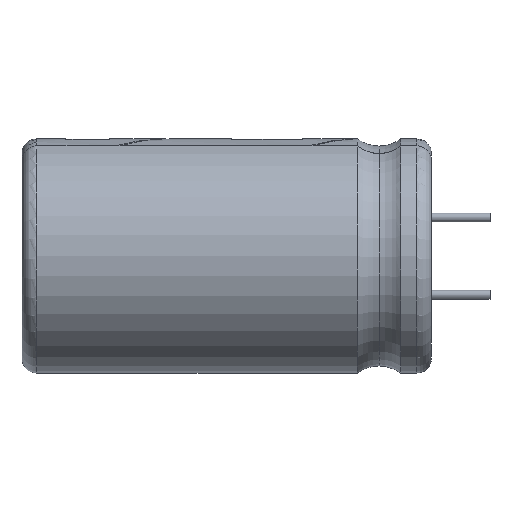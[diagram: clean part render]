
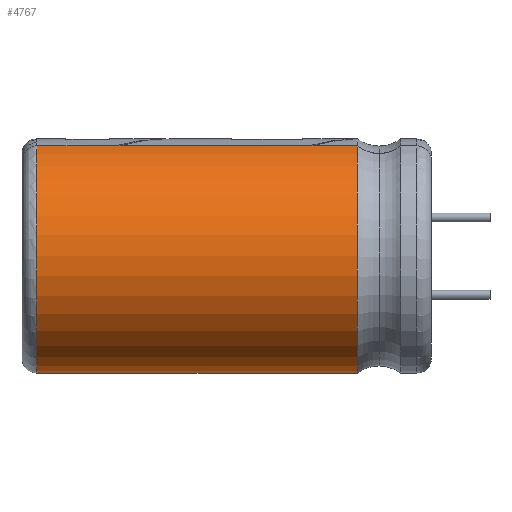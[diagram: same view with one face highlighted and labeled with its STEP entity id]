
A CAD part, left-side view. The second image highlights one B-rep face of the part: STEP entity #4767.
In plain terms, the highlighted cylindrical face has radius 8 mm (diameter 16 mm), a partial arc.
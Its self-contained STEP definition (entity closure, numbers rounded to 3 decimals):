
#377 = CARTESIAN_POINT ( 'NONE',  ( 0., 33.081, -8. ) ) ;
#760 = CARTESIAN_POINT ( 'NONE',  ( -1.849, 2.328, 7.836 ) ) ;
#770 = CARTESIAN_POINT ( 'NONE',  ( 0., 22., -8. ) ) ;
#869 = EDGE_CURVE ( 'NONE', #20253, #24130, #8319, .T. ) ;
#1354 = CARTESIAN_POINT ( 'NONE',  ( 0., 33.081, 8. ) ) ;
#1629 = LINE ( 'NONE', #1354, #16361 ) ;
#1630 =( BOUNDED_CURVE ( )  B_SPLINE_CURVE ( 3, ( #17199, #21493, #760, #13064 ),
 .UNSPECIFIED., .F., .T. ) 
 B_SPLINE_CURVE_WITH_KNOTS ( ( 4, 4 ),
 ( 4.719, 5.057 ),
 .UNSPECIFIED. ) 
 CURVE ( )  GEOMETRIC_REPRESENTATION_ITEM ( )  RATIONAL_B_SPLINE_CURVE ( ( 1., 0.991, 0.991, 1. ) ) 
 REPRESENTATION_ITEM ( '' )  );
#1970 = AXIS2_PLACEMENT_3D ( 'NONE', #23440, #13267, #25598 ) ;
#2104 = EDGE_CURVE ( 'NONE', #18908, #24130, #23993, .T. ) ;
#2321 = CARTESIAN_POINT ( 'NONE',  ( -2.7, 3.4, 7.531 ) ) ;
#2773 = EDGE_CURVE ( 'NONE', #12264, #18003, #25785, .T. ) ;
#3144 = DIRECTION ( 'NONE',  ( 0., 0., 1. ) ) ;
#3621 = CARTESIAN_POINT ( 'NONE',  ( -0.923, 14.04, 8. ) ) ;
#3653 = EDGE_CURVE ( 'NONE', #16249, #3866, #1630, .T. ) ;
#3835 = VERTEX_POINT ( 'NONE', #8268 ) ;
#3866 = VERTEX_POINT ( 'NONE', #2321 ) ;
#3870 = CARTESIAN_POINT ( 'NONE',  ( -1.832, 15.506, 7.842 ) ) ;
#4317 = EDGE_CURVE ( 'NONE', #23958, #20253, #13956, .T. ) ;
#4692 = EDGE_LOOP ( 'NONE', ( #11822, #6354, #24555, #25781, #16088, #16521, #12831, #24396, #25915, #25053, #23522, #21363 ) ) ;
#4767 = ADVANCED_FACE ( 'NONE', ( #19142 ), #21160, .T. ) ;
#5293 = CARTESIAN_POINT ( 'NONE',  ( 0., 12.878, 8. ) ) ;
#5634 = CARTESIAN_POINT ( 'NONE',  ( 0., 13.2, 8. ) ) ;
#5866 = DIRECTION ( 'NONE',  ( 0., 0., 1. ) ) ;
#6354 = ORIENTED_EDGE ( 'NONE', *, *, #4317, .T. ) ;
#6928 = VECTOR ( 'NONE', #15624, 1000. ) ;
#7690 = DIRECTION ( 'NONE',  ( 0., 1., 0. ) ) ;
#7859 = DIRECTION ( 'NONE',  ( 0., 1., 0. ) ) ;
#7861 = EDGE_CURVE ( 'NONE', #25351, #18003, #12046, .T. ) ;
#8066 = DIRECTION ( 'NONE',  ( 0., 0., 1. ) ) ;
#8268 = CARTESIAN_POINT ( 'NONE',  ( 0., 13.2, 8. ) ) ;
#8319 = LINE ( 'NONE', #15098, #6928 ) ;
#9007 = LINE ( 'NONE', #25603, #24565 ) ;
#9677 = CARTESIAN_POINT ( 'NONE',  ( -1.832, 15.185, 7.842 ) ) ;
#9694 = CARTESIAN_POINT ( 'NONE',  ( -1.93, 2.109, 7.807 ) ) ;
#9932 = CARTESIAN_POINT ( 'NONE',  ( -0.923, 14.362, 8. ) ) ;
#10318 = DIRECTION ( 'NONE',  ( 0., 1., 0. ) ) ;
#10577 = LINE ( 'NONE', #377, #24585 ) ;
#11667 = VERTEX_POINT ( 'NONE', #22744 ) ;
#11677 = CARTESIAN_POINT ( 'NONE',  ( -2.7, 3.078, 7.531 ) ) ;
#11809 = AXIS2_PLACEMENT_3D ( 'NONE', #21499, #25526, #3144 ) ;
#11822 = ORIENTED_EDGE ( 'NONE', *, *, #12347, .F. ) ;
#11845 = CARTESIAN_POINT ( 'NONE',  ( 0., 0.069, -8. ) ) ;
#12046 = CIRCLE ( 'NONE', #15466, 8. ) ;
#12057 = CARTESIAN_POINT ( 'NONE',  ( -2.7, 16.278, 7.531 ) ) ;
#12264 = VERTEX_POINT ( 'NONE', #17895 ) ;
#12268 = CARTESIAN_POINT ( 'NONE',  ( 0., 0.069, 0. ) ) ;
#12314 = CARTESIAN_POINT ( 'NONE',  ( -0.31, 0.069, 7.994 ) ) ;
#12347 = EDGE_CURVE ( 'NONE', #23958, #25351, #10577, .T. ) ;
#12388 = DIRECTION ( 'NONE',  ( 0., 1., 0. ) ) ;
#12831 = ORIENTED_EDGE ( 'NONE', *, *, #25896, .T. ) ;
#12993 = EDGE_CURVE ( 'NONE', #18105, #11667, #16985, .T. ) ;
#13064 = CARTESIAN_POINT ( 'NONE',  ( -2.7, 3.4, 7.531 ) ) ;
#13267 = DIRECTION ( 'NONE',  ( 0., 1., 0. ) ) ;
#13268 = EDGE_CURVE ( 'NONE', #18908, #16249, #16515, .T. ) ;
#13797 = CARTESIAN_POINT ( 'NONE',  ( -2.7, 16.6, 7.531 ) ) ;
#13956 = CIRCLE ( 'NONE', #11809, 8. ) ;
#14004 = CARTESIAN_POINT ( 'NONE',  ( -2.7, 33.081, 7.531 ) ) ;
#15098 = CARTESIAN_POINT ( 'NONE',  ( -2.7, 33.081, 7.531 ) ) ;
#15466 = AXIS2_PLACEMENT_3D ( 'NONE', #18574, #10318, #8066 ) ;
#15559 = VECTOR ( 'NONE', #7859, 1000. ) ;
#15624 = DIRECTION ( 'NONE',  ( 0., 1., 0. ) ) ;
#16052 = DIRECTION ( 'NONE',  ( 0., 1., 0. ) ) ;
#16088 = ORIENTED_EDGE ( 'NONE', *, *, #13268, .T. ) ;
#16249 = VERTEX_POINT ( 'NONE', #23690 ) ;
#16361 = VECTOR ( 'NONE', #7690, 1000. ) ;
#16515 = CIRCLE ( 'NONE', #19467, 8. ) ;
#16521 = ORIENTED_EDGE ( 'NONE', *, *, #3653, .T. ) ;
#16985 =( BOUNDED_CURVE ( )  B_SPLINE_CURVE ( 3, ( #26117, #3621, #9677, #12057 ),
 .UNSPECIFIED., .F., .T. ) 
 B_SPLINE_CURVE_WITH_KNOTS ( ( 4, 4 ),
 ( 4.712, 5.057 ),
 .UNSPECIFIED. ) 
 CURVE ( )  GEOMETRIC_REPRESENTATION_ITEM ( )  RATIONAL_B_SPLINE_CURVE ( ( 1., 0.99, 0.99, 1. ) ) 
 REPRESENTATION_ITEM ( '' )  );
#17013 = EDGE_CURVE ( 'NONE', #18105, #3835, #1629, .T. ) ;
#17137 = DIRECTION ( 'NONE',  ( 0., 1., 0. ) ) ;
#17199 = CARTESIAN_POINT ( 'NONE',  ( -0.055, 0.069, 8. ) ) ;
#17895 = CARTESIAN_POINT ( 'NONE',  ( -2.7, 16.6, 7.531 ) ) ;
#18003 = VERTEX_POINT ( 'NONE', #25642 ) ;
#18105 = VERTEX_POINT ( 'NONE', #5293 ) ;
#18574 = CARTESIAN_POINT ( 'NONE',  ( 0., 22., 0. ) ) ;
#18908 = VERTEX_POINT ( 'NONE', #23927 ) ;
#19142 = FACE_OUTER_BOUND ( 'NONE', #4692, .T. ) ;
#19467 = AXIS2_PLACEMENT_3D ( 'NONE', #12268, #12388, #5866 ) ;
#19618 = EDGE_CURVE ( 'NONE', #3835, #12264, #24828, .T. ) ;
#20202 = CARTESIAN_POINT ( 'NONE',  ( -2.7, 0.069, 7.531 ) ) ;
#20253 = VERTEX_POINT ( 'NONE', #20202 ) ;
#21160 = CYLINDRICAL_SURFACE ( 'NONE', #1970, 8. ) ;
#21363 = ORIENTED_EDGE ( 'NONE', *, *, #7861, .F. ) ;
#21493 = CARTESIAN_POINT ( 'NONE',  ( -0.959, 1.207, 7.994 ) ) ;
#21499 = CARTESIAN_POINT ( 'NONE',  ( 0., 0.069, 0. ) ) ;
#22001 = CARTESIAN_POINT ( 'NONE',  ( -1.127, 1.098, 7.962 ) ) ;
#22744 = CARTESIAN_POINT ( 'NONE',  ( -2.7, 16.278, 7.531 ) ) ;
#23440 = CARTESIAN_POINT ( 'NONE',  ( 0., 33.081, 0. ) ) ;
#23522 = ORIENTED_EDGE ( 'NONE', *, *, #2773, .T. ) ;
#23690 = CARTESIAN_POINT ( 'NONE',  ( -0.055, 0.069, 8. ) ) ;
#23927 = CARTESIAN_POINT ( 'NONE',  ( -0.31, 0.069, 7.994 ) ) ;
#23958 = VERTEX_POINT ( 'NONE', #11845 ) ;
#23993 =( BOUNDED_CURVE ( )  B_SPLINE_CURVE ( 3, ( #12314, #22001, #9694, #11677 ),
 .UNSPECIFIED., .F., .T. ) 
 B_SPLINE_CURVE_WITH_KNOTS ( ( 4, 4 ),
 ( 4.751, 5.057 ),
 .UNSPECIFIED. ) 
 CURVE ( )  GEOMETRIC_REPRESENTATION_ITEM ( )  RATIONAL_B_SPLINE_CURVE ( ( 1., 0.992, 0.992, 1. ) ) 
 REPRESENTATION_ITEM ( '' )  );
#24130 = VERTEX_POINT ( 'NONE', #24598 ) ;
#24396 = ORIENTED_EDGE ( 'NONE', *, *, #12993, .F. ) ;
#24555 = ORIENTED_EDGE ( 'NONE', *, *, #869, .T. ) ;
#24565 = VECTOR ( 'NONE', #17137, 1000. ) ;
#24585 = VECTOR ( 'NONE', #16052, 1000. ) ;
#24598 = CARTESIAN_POINT ( 'NONE',  ( -2.7, 3.078, 7.531 ) ) ;
#24828 =( BOUNDED_CURVE ( )  B_SPLINE_CURVE ( 3, ( #5634, #9932, #3870, #13797 ),
 .UNSPECIFIED., .F., .T. ) 
 B_SPLINE_CURVE_WITH_KNOTS ( ( 4, 4 ),
 ( 4.712, 5.057 ),
 .UNSPECIFIED. ) 
 CURVE ( )  GEOMETRIC_REPRESENTATION_ITEM ( )  RATIONAL_B_SPLINE_CURVE ( ( 1., 0.99, 0.99, 1. ) ) 
 REPRESENTATION_ITEM ( '' )  );
#25053 = ORIENTED_EDGE ( 'NONE', *, *, #19618, .T. ) ;
#25351 = VERTEX_POINT ( 'NONE', #770 ) ;
#25526 = DIRECTION ( 'NONE',  ( 0., 1., 0. ) ) ;
#25598 = DIRECTION ( 'NONE',  ( 0., 0., 1. ) ) ;
#25603 = CARTESIAN_POINT ( 'NONE',  ( -2.7, 33.081, 7.531 ) ) ;
#25642 = CARTESIAN_POINT ( 'NONE',  ( -2.7, 22., 7.531 ) ) ;
#25781 = ORIENTED_EDGE ( 'NONE', *, *, #2104, .F. ) ;
#25785 = LINE ( 'NONE', #14004, #15559 ) ;
#25896 = EDGE_CURVE ( 'NONE', #3866, #11667, #9007, .T. ) ;
#25915 = ORIENTED_EDGE ( 'NONE', *, *, #17013, .T. ) ;
#26117 = CARTESIAN_POINT ( 'NONE',  ( 0., 12.878, 8. ) ) ;
